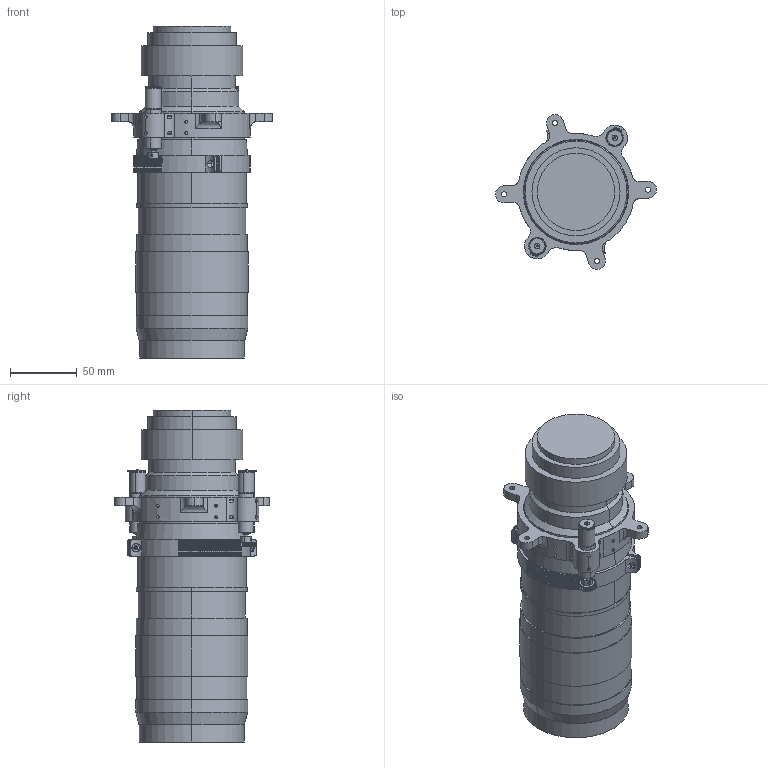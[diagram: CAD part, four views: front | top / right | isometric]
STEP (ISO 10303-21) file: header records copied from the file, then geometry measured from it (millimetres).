
FILE_DESCRIPTION (( 'STEP AP214' ), '1' );
FILE_NAME ('A-800139-49-121319-Zoom-Lens-Assembly.STEP', '2024-03-07T19:39:29', ( '' ), ( '' ), 'SwSTEP 2.0', 'SolidWorks 2023', '' );
FILE_SCHEMA (( 'AUTOMOTIVE_DESIGN' ));
Length unit declared in the file: inch
Products named in the file (9): ONDRIVES_US_CORP_SG48P10A-24; P-800139-44-091019-Motor-Mount; A-800139-50-121319-Motor-And-Gear-Box; Canon-70-200-Measured; DM1220S(2R)_31.stp; rd-ef1-sv1-x; P-800139-47-121319-Lens-Spur-Gear; A-800139-49-121319-Zoom-Lens-Assembly; 12_4K 4stages.stp
Assembly tree (10 placements, depth 3):
  A-800139-49-121319-Zoom-Lens-Assembly
    Canon-70-200-Measured
    P-800139-47-121319-Lens-Spur-Gear  x2
    P-800139-44-091019-Motor-Mount
    A-800139-50-121319-Motor-And-Gear-Box  x2
      12_4K 4stages.stp
      DM1220S(2R)_31.stp
      ONDRIVES_US_CORP_SG48P10A-24
    rd-ef1-sv1-x
Bounding box: 120.58 x 115.99 x 248.62 mm (x, y, z)
Volume: 1253462.1 mm3; surface area: 117269.1 mm2
Topology: 11 solids, 11 shells, 1107 faces, 3017 edges, 1988 vertices
Faces by surface type: cylinder 573, plane 486, cone 40, torus 4, bspline 4
Entity records: 23612 total; most frequent: CARTESIAN_POINT 6090, DIRECTION 3692, ORIENTED_EDGE 3580, EDGE_CURVE 1790, AXIS2_PLACEMENT_3D 1358, VERTEX_POINT 1179, VECTOR 976, LINE 976
